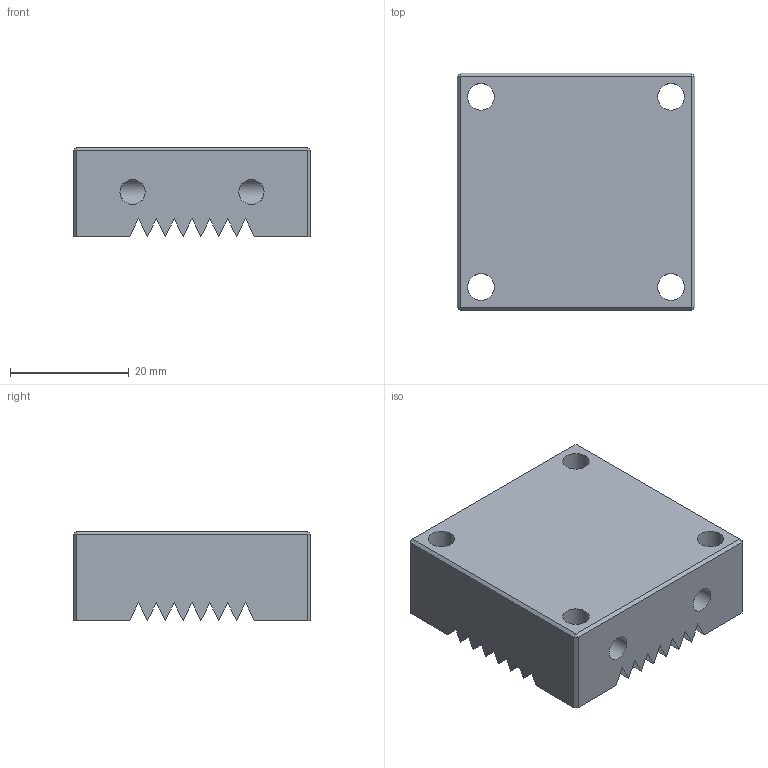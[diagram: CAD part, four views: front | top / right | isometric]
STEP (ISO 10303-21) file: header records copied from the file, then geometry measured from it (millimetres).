
FILE_DESCRIPTION(/* description */ (''),/* implementation_level */ '2;1');
FILE_NAME(/* name */ 'WKühlung.step',/* time_stamp */ '2022-05-05T16:50:48+02:00',/* author */ (''),/* organization */ (''),/* preprocessor_version */ 'ST-DEVELOPER v18.1',/* originating_system */ 'Autodesk Translation Framework v10.14.0.1471',/* authorisation */ '');
FILE_SCHEMA (('AUTOMOTIVE_DESIGN { 1 0 10303 214 3 1 1 }'));
Length unit declared in the file: millimetre
Products named in the file (1): WKühlung
Bounding box: 40 x 40 x 15 mm (x, y, z)
Volume: 19646.6 mm3; surface area: 8827.3 mm2
Topology: 1 solids, 1 shells, 253 faces, 467 edges, 214 vertices
Faces by surface type: plane 245, cylinder 7, cone 1
Full cylindrical faces by diameter (mm): 4.234 x3, 4.5 x4
Entity records: 5797 total; most frequent: DIRECTION 994, CARTESIAN_POINT 934, ORIENTED_EDGE 932, EDGE_CURVE 466, LINE 446, VECTOR 446, AXIS2_PLACEMENT_3D 274, EDGE_LOOP 264
